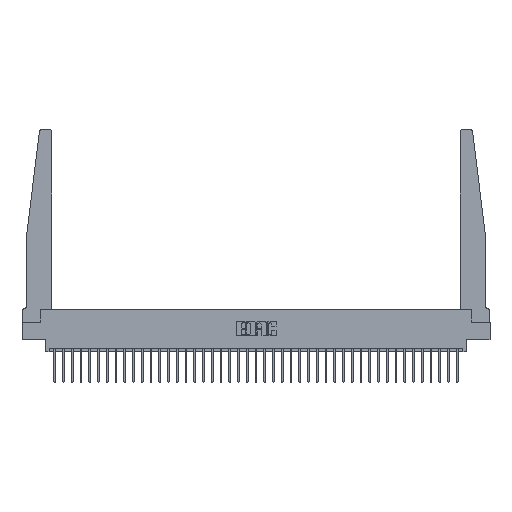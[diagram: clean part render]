
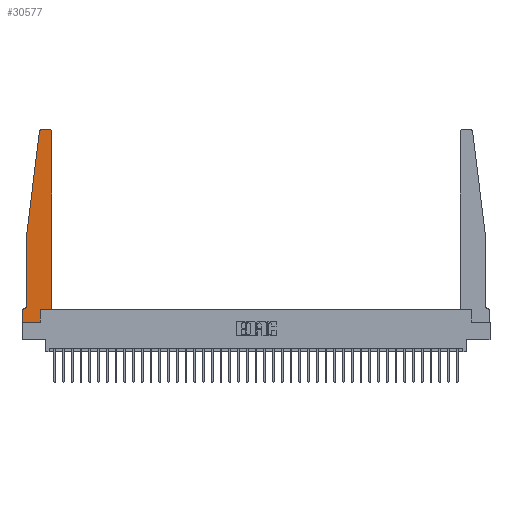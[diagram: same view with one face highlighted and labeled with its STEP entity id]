
A CAD part, top view. The second image highlights one B-rep face of the part: STEP entity #30577.
In plain terms, the highlighted planar face has unit normal (0, 0, 1).
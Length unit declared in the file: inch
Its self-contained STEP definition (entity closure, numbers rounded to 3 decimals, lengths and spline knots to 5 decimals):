
#35 = AXIS2_PLACEMENT_3D ( 'NONE', #30324, #5262, #16146 ) ;
#89 = VECTOR ( 'NONE', #14543, 39.37008 ) ;
#197 = LINE ( 'NONE', #24886, #2724 ) ;
#365 = EDGE_CURVE ( 'NONE', #3628, #19502, #19724, .T. ) ;
#397 = ORIENTED_EDGE ( 'NONE', *, *, #19864, .T. ) ;
#550 = VECTOR ( 'NONE', #7636, 39.37008 ) ;
#800 = VERTEX_POINT ( 'NONE', #26439 ) ;
#1881 = DIRECTION ( 'NONE',  ( 1., 0., 0. ) ) ;
#1959 = VERTEX_POINT ( 'NONE', #6061 ) ;
#2247 = VERTEX_POINT ( 'NONE', #21061 ) ;
#2410 = DIRECTION ( 'NONE',  ( 0., 0., 1. ) ) ;
#2478 = CARTESIAN_POINT ( 'NONE',  ( 0.015, 0.2375, 0.37 ) ) ;
#2724 = VECTOR ( 'NONE', #11116, 39.37008 ) ;
#3266 = VERTEX_POINT ( 'NONE', #14089 ) ;
#3628 = VERTEX_POINT ( 'NONE', #15855 ) ;
#4917 = PLANE ( 'NONE',  #13556 ) ;
#4986 = CARTESIAN_POINT ( 'NONE',  ( 0.065, 1.25, 0.37 ) ) ;
#5257 = ORIENTED_EDGE ( 'NONE', *, *, #30344, .T. ) ;
#5262 = DIRECTION ( 'NONE',  ( 0., 0., 1. ) ) ;
#5292 = LINE ( 'NONE', #34843, #550 ) ;
#5420 = ORIENTED_EDGE ( 'NONE', *, *, #365, .T. ) ;
#5728 = CARTESIAN_POINT ( 'NONE',  ( 0.395, 2.75, 0.37 ) ) ;
#6061 = CARTESIAN_POINT ( 'NONE',  ( 0.27653, 2.75, 0.37 ) ) ;
#6770 = VECTOR ( 'NONE', #23477, 39.37008 ) ;
#6944 = DIRECTION ( 'NONE',  ( 0., 1., 0. ) ) ;
#7047 = DIRECTION ( 'NONE',  ( 0., -1., 0. ) ) ;
#7085 = CARTESIAN_POINT ( 'NONE',  ( 0.2605, 0.18, 0.37 ) ) ;
#7295 = CARTESIAN_POINT ( 'NONE',  ( 0.425, 0.18, 0.37 ) ) ;
#7327 = VERTEX_POINT ( 'NONE', #24773 ) ;
#7604 = VERTEX_POINT ( 'NONE', #5728 ) ;
#7636 = DIRECTION ( 'NONE',  ( 1., 0., 0. ) ) ;
#7682 = LINE ( 'NONE', #4986, #22712 ) ;
#8417 = AXIS2_PLACEMENT_3D ( 'NONE', #14181, #8652, #13824 ) ;
#8652 = DIRECTION ( 'NONE',  ( 0., 0., 1. ) ) ;
#8678 = ORIENTED_EDGE ( 'NONE', *, *, #18706, .T. ) ;
#8876 = LINE ( 'NONE', #34609, #30180 ) ;
#9126 = EDGE_LOOP ( 'NONE', ( #21614, #10092, #5257, #14690, #5420, #12296, #32878, #17818, #397, #9514, #18889, #8678 ) ) ;
#9514 = ORIENTED_EDGE ( 'NONE', *, *, #32789, .T. ) ;
#9646 = VECTOR ( 'NONE', #25965, 39.37008 ) ;
#10092 = ORIENTED_EDGE ( 'NONE', *, *, #14245, .T. ) ;
#11116 = DIRECTION ( 'NONE',  ( -1., 0., 0. ) ) ;
#12043 = LINE ( 'NONE', #15073, #89 ) ;
#12296 = ORIENTED_EDGE ( 'NONE', *, *, #19237, .T. ) ;
#13401 = AXIS2_PLACEMENT_3D ( 'NONE', #2478, #27016, #24297 ) ;
#13556 = AXIS2_PLACEMENT_3D ( 'NONE', #26948, #2410, #1881 ) ;
#13824 = DIRECTION ( 'NONE',  ( 1., 0., 0. ) ) ;
#14089 = CARTESIAN_POINT ( 'NONE',  ( 0., 0.1875, 0.37 ) ) ;
#14181 = CARTESIAN_POINT ( 'NONE',  ( 0.395, 2.72, 0.37 ) ) ;
#14245 = EDGE_CURVE ( 'NONE', #1959, #20527, #30940, .T. ) ;
#14543 = DIRECTION ( 'NONE',  ( 1., 0., 0. ) ) ;
#14666 = LINE ( 'NONE', #15018, #9646 ) ;
#14690 = ORIENTED_EDGE ( 'NONE', *, *, #22189, .T. ) ;
#14952 = EDGE_CURVE ( 'NONE', #23291, #16029, #34508, .T. ) ;
#15018 = CARTESIAN_POINT ( 'NONE',  ( 0.25, 2.75, 0.37 ) ) ;
#15073 = CARTESIAN_POINT ( 'NONE',  ( 0., 0., 0.37 ) ) ;
#15484 = VECTOR ( 'NONE', #6944, 39.37008 ) ;
#15686 = CARTESIAN_POINT ( 'NONE',  ( 0.425, 0.18, 0.37 ) ) ;
#15855 = CARTESIAN_POINT ( 'NONE',  ( 0.065, 0.2375, 0.37 ) ) ;
#16029 = VERTEX_POINT ( 'NONE', #21310 ) ;
#16146 = DIRECTION ( 'NONE',  ( 1., 0., 0. ) ) ;
#17093 = CARTESIAN_POINT ( 'NONE',  ( 0.2605, 0.18, 0.37 ) ) ;
#17818 = ORIENTED_EDGE ( 'NONE', *, *, #26310, .T. ) ;
#18706 = EDGE_CURVE ( 'NONE', #16029, #7604, #27284, .T. ) ;
#18889 = ORIENTED_EDGE ( 'NONE', *, *, #14952, .T. ) ;
#19237 = EDGE_CURVE ( 'NONE', #19502, #3266, #197, .T. ) ;
#19502 = VERTEX_POINT ( 'NONE', #31711 ) ;
#19724 = CIRCLE ( 'NONE', #13401, 0.05 ) ;
#19864 = EDGE_CURVE ( 'NONE', #2247, #23468, #34297, .T. ) ;
#19960 = LINE ( 'NONE', #33423, #6770 ) ;
#20527 = VERTEX_POINT ( 'NONE', #30469 ) ;
#21061 = CARTESIAN_POINT ( 'NONE',  ( 0.2605, 0., 0.37 ) ) ;
#21310 = CARTESIAN_POINT ( 'NONE',  ( 0.425, 2.72, 0.37 ) ) ;
#21491 = EDGE_CURVE ( 'NONE', #3266, #800, #8876, .T. ) ;
#21614 = ORIENTED_EDGE ( 'NONE', *, *, #22760, .T. ) ;
#22189 = EDGE_CURVE ( 'NONE', #7327, #3628, #19960, .T. ) ;
#22712 = VECTOR ( 'NONE', #29700, 39.37008 ) ;
#22760 = EDGE_CURVE ( 'NONE', #7604, #1959, #14666, .T. ) ;
#23291 = VERTEX_POINT ( 'NONE', #15686 ) ;
#23468 = VERTEX_POINT ( 'NONE', #17093 ) ;
#23477 = DIRECTION ( 'NONE',  ( 0., -1., 0. ) ) ;
#24057 = FACE_OUTER_BOUND ( 'NONE', #9126, .T. ) ;
#24297 = DIRECTION ( 'NONE',  ( -1., 0., 0. ) ) ;
#24773 = CARTESIAN_POINT ( 'NONE',  ( 0.065, 1.25, 0.37 ) ) ;
#24886 = CARTESIAN_POINT ( 'NONE',  ( 0.065, 0.1875, 0.37 ) ) ;
#25965 = DIRECTION ( 'NONE',  ( -1., 0., 0. ) ) ;
#26310 = EDGE_CURVE ( 'NONE', #800, #2247, #12043, .T. ) ;
#26439 = CARTESIAN_POINT ( 'NONE',  ( 0., 0., 0.37 ) ) ;
#26948 = CARTESIAN_POINT ( 'NONE',  ( 0., 0.1875, 0.37 ) ) ;
#27016 = DIRECTION ( 'NONE',  ( 0., 0., -1. ) ) ;
#27284 = CIRCLE ( 'NONE', #8417, 0.03 ) ;
#29700 = DIRECTION ( 'NONE',  ( -0.122, -0.992, 0. ) ) ;
#30180 = VECTOR ( 'NONE', #7047, 39.37008 ) ;
#30324 = CARTESIAN_POINT ( 'NONE',  ( 0.27653, 2.72, 0.37 ) ) ;
#30344 = EDGE_CURVE ( 'NONE', #20527, #7327, #7682, .T. ) ;
#30469 = CARTESIAN_POINT ( 'NONE',  ( 0.24675, 2.72367, 0.37 ) ) ;
#30577 = ADVANCED_FACE ( 'NONE', ( #24057 ), #4917, .T. ) ;
#30940 = CIRCLE ( 'NONE', #35, 0.03 ) ;
#31711 = CARTESIAN_POINT ( 'NONE',  ( 0.015, 0.1875, 0.37 ) ) ;
#32789 = EDGE_CURVE ( 'NONE', #23468, #23291, #5292, .T. ) ;
#32878 = ORIENTED_EDGE ( 'NONE', *, *, #21491, .T. ) ;
#33423 = CARTESIAN_POINT ( 'NONE',  ( 0.065, 1.25, 0.37 ) ) ;
#33641 = VECTOR ( 'NONE', #34118, 39.37008 ) ;
#34118 = DIRECTION ( 'NONE',  ( 0., 1., 0. ) ) ;
#34297 = LINE ( 'NONE', #7085, #33641 ) ;
#34508 = LINE ( 'NONE', #7295, #15484 ) ;
#34609 = CARTESIAN_POINT ( 'NONE',  ( 0., 0., 0.37 ) ) ;
#34843 = CARTESIAN_POINT ( 'NONE',  ( 0.425, 0.18, 0.37 ) ) ;
